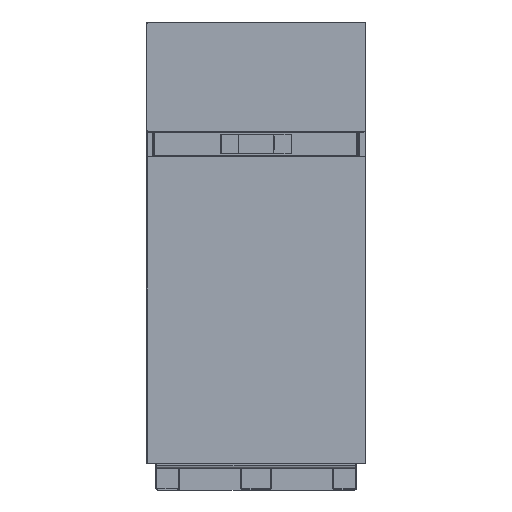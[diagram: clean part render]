
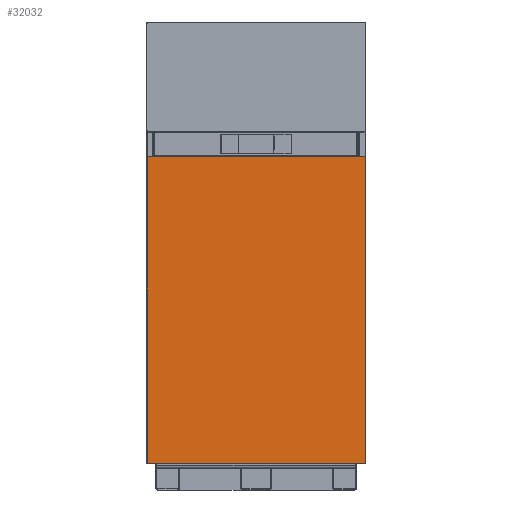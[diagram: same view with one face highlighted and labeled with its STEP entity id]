
A CAD part, front view. The second image highlights one B-rep face of the part: STEP entity #32032.
In plain terms, the highlighted planar face has unit normal (0, -1, 0).
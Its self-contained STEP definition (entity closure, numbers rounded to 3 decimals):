
#911=PLANE('',#34781);
#2038=FACE_OUTER_BOUND('',#3212,.T.);
#3212=EDGE_LOOP('',(#28224,#28225,#28226,#28227,#28228,#28229,#28230,#28231));
#6485=LINE('',#55205,#10255);
#6521=LINE('',#55386,#10291);
#6522=LINE('',#55388,#10292);
#6523=LINE('',#55390,#10293);
#6524=LINE('',#55392,#10294);
#6525=LINE('',#55393,#10295);
#6526=LINE('',#55395,#10296);
#6527=LINE('',#55396,#10297);
#10255=VECTOR('',#42702,0.039);
#10291=VECTOR('',#42856,0.039);
#10292=VECTOR('',#42857,0.039);
#10293=VECTOR('',#42858,0.039);
#10294=VECTOR('',#42859,0.039);
#10295=VECTOR('',#42860,0.039);
#10296=VECTOR('',#42861,0.039);
#10297=VECTOR('',#42862,0.039);
#15926=VERTEX_POINT('',#55202);
#15927=VERTEX_POINT('',#55204);
#15978=VERTEX_POINT('',#55384);
#15979=VERTEX_POINT('',#55385);
#15980=VERTEX_POINT('',#55387);
#15981=VERTEX_POINT('',#55389);
#15982=VERTEX_POINT('',#55391);
#15983=VERTEX_POINT('',#55394);
#21160=EDGE_CURVE('',#15927,#15926,#6485,.T.);
#21238=EDGE_CURVE('',#15978,#15979,#6521,.T.);
#21239=EDGE_CURVE('',#15978,#15980,#6522,.T.);
#21240=EDGE_CURVE('',#15981,#15980,#6523,.T.);
#21241=EDGE_CURVE('',#15982,#15981,#6524,.T.);
#21242=EDGE_CURVE('',#15927,#15982,#6525,.T.);
#21243=EDGE_CURVE('',#15983,#15926,#6526,.T.);
#21244=EDGE_CURVE('',#15979,#15983,#6527,.T.);
#28224=ORIENTED_EDGE('',*,*,#21238,.F.);
#28225=ORIENTED_EDGE('',*,*,#21239,.T.);
#28226=ORIENTED_EDGE('',*,*,#21240,.F.);
#28227=ORIENTED_EDGE('',*,*,#21241,.F.);
#28228=ORIENTED_EDGE('',*,*,#21242,.F.);
#28229=ORIENTED_EDGE('',*,*,#21160,.T.);
#28230=ORIENTED_EDGE('',*,*,#21243,.F.);
#28231=ORIENTED_EDGE('',*,*,#21244,.F.);
#32032=ADVANCED_FACE('',(#2038),#911,.T.);
#34781=AXIS2_PLACEMENT_3D('',#55383,#42854,#42855);
#42702=DIRECTION('',(0.,0.,-1.));
#42854=DIRECTION('center_axis',(0.,-1.,0.));
#42855=DIRECTION('ref_axis',(1.,0.,0.));
#42856=DIRECTION('',(-1.,0.,0.));
#42857=DIRECTION('',(0.,0.,1.));
#42858=DIRECTION('',(1.,0.,0.));
#42859=DIRECTION('',(1.,0.,0.));
#42860=DIRECTION('',(1.,0.,0.));
#42861=DIRECTION('',(-1.,0.,0.));
#42862=DIRECTION('',(-1.,0.,0.));
#55202=CARTESIAN_POINT('',(-19.69,-2.755,-4.646));
#55204=CARTESIAN_POINT('',(-19.69,-2.755,50.276));
#55205=CARTESIAN_POINT('',(-19.69,-2.755,50.315));
#55383=CARTESIAN_POINT('Origin',(19.405,-2.755,-4.685));
#55384=CARTESIAN_POINT('',(19.365,-2.755,-4.646));
#55385=CARTESIAN_POINT('',(19.365,-2.755,-4.646));
#55386=CARTESIAN_POINT('',(-19.69,-2.755,-4.646));
#55387=CARTESIAN_POINT('',(19.365,-2.755,50.276));
#55388=CARTESIAN_POINT('',(19.365,-2.755,-4.685));
#55389=CARTESIAN_POINT('',(19.365,-2.755,50.276));
#55390=CARTESIAN_POINT('',(19.365,-2.755,50.276));
#55391=CARTESIAN_POINT('',(-19.69,-2.755,50.276));
#55392=CARTESIAN_POINT('',(-19.69,-2.755,50.276));
#55393=CARTESIAN_POINT('',(19.365,-2.755,50.276));
#55394=CARTESIAN_POINT('',(-19.69,-2.755,-4.646));
#55395=CARTESIAN_POINT('',(-19.69,-2.755,-4.646));
#55396=CARTESIAN_POINT('',(19.365,-2.755,-4.646));
